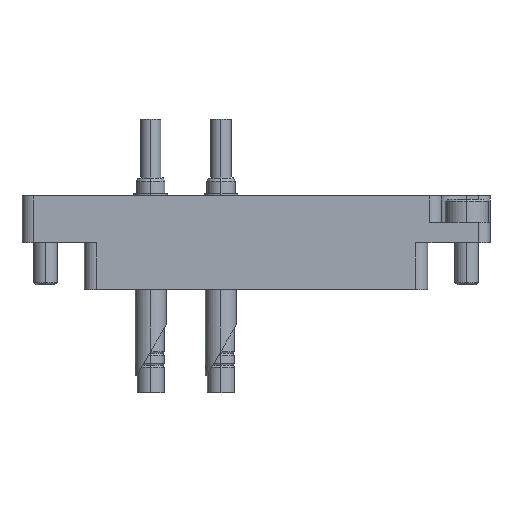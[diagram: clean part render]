
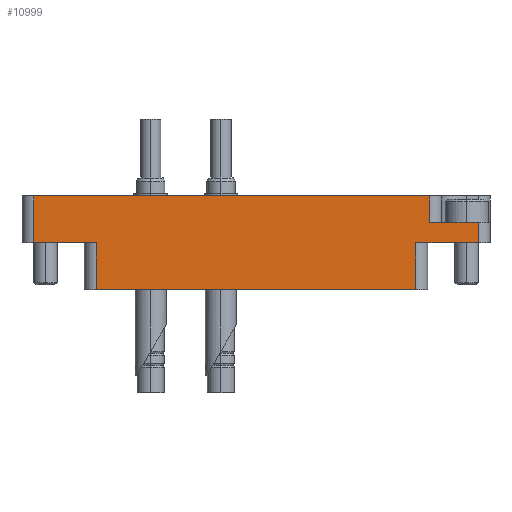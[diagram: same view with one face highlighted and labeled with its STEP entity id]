
A CAD part, left-side view. The second image highlights one B-rep face of the part: STEP entity #10999.
In plain terms, the highlighted face is planar.
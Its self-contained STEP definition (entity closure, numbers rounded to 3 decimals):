
#119 = LINE ( 'NONE', #2699, #9213 ) ;
#288 = CARTESIAN_POINT ( 'NONE',  ( 28.5, 2.6, 14.35 ) ) ;
#504 = VECTOR ( 'NONE', #5897, 1000. ) ;
#572 = EDGE_CURVE ( 'NONE', #3941, #4106, #3836, .T. ) ;
#819 = AXIS2_PLACEMENT_3D ( 'NONE', #3138, #1446, #4787 ) ;
#1001 = VECTOR ( 'NONE', #6781, 1000. ) ;
#1214 = FACE_OUTER_BOUND ( 'NONE', #3691, .T. ) ;
#1284 = VECTOR ( 'NONE', #4031, 1000. ) ;
#1408 = CARTESIAN_POINT ( 'NONE',  ( 22.25, 6., 14.35 ) ) ;
#1417 = DIRECTION ( 'NONE',  ( 0., 1., 0. ) ) ;
#1446 = DIRECTION ( 'NONE',  ( 0., 0., -1. ) ) ;
#1813 = ORIENTED_EDGE ( 'NONE', *, *, #6191, .F. ) ;
#2047 = ORIENTED_EDGE ( 'NONE', *, *, #3784, .F. ) ;
#2410 = ORIENTED_EDGE ( 'NONE', *, *, #11132, .F. ) ;
#2451 = ORIENTED_EDGE ( 'NONE', *, *, #6178, .T. ) ;
#2501 = VECTOR ( 'NONE', #11297, 1000. ) ;
#2699 = CARTESIAN_POINT ( 'NONE',  ( -20.5, 0., 14.35 ) ) ;
#3138 = CARTESIAN_POINT ( 'NONE',  ( -30., 0., 14.35 ) ) ;
#3326 = VECTOR ( 'NONE', #5299, 1000. ) ;
#3352 = CARTESIAN_POINT ( 'NONE',  ( 30., 0., 14.35 ) ) ;
#3401 = VERTEX_POINT ( 'NONE', #5257 ) ;
#3691 = EDGE_LOOP ( 'NONE', ( #1813, #4643, #9068, #8723, #5379, #2451, #2410, #5823, #2047, #4940 ) ) ;
#3784 = EDGE_CURVE ( 'NONE', #8601, #4106, #7826, .T. ) ;
#3836 = LINE ( 'NONE', #3889, #504 ) ;
#3847 = PLANE ( 'NONE',  #819 ) ;
#3889 = CARTESIAN_POINT ( 'NONE',  ( -28.5, 0., 14.35 ) ) ;
#3941 = VERTEX_POINT ( 'NONE', #10932 ) ;
#4031 = DIRECTION ( 'NONE',  ( 0., 1., 0. ) ) ;
#4033 = EDGE_CURVE ( 'NONE', #10653, #3401, #5877, .T. ) ;
#4106 = VERTEX_POINT ( 'NONE', #6652 ) ;
#4566 = CARTESIAN_POINT ( 'NONE',  ( -20.5, -6., 14.35 ) ) ;
#4643 = ORIENTED_EDGE ( 'NONE', *, *, #4033, .T. ) ;
#4782 = CARTESIAN_POINT ( 'NONE',  ( 30., 0., 14.35 ) ) ;
#4787 = DIRECTION ( 'NONE',  ( -1., 0., 0. ) ) ;
#4827 = VERTEX_POINT ( 'NONE', #288 ) ;
#4929 = VECTOR ( 'NONE', #7903, 1000. ) ;
#4940 = ORIENTED_EDGE ( 'NONE', *, *, #5239, .T. ) ;
#5091 = EDGE_CURVE ( 'NONE', #8078, #4827, #5106, .T. ) ;
#5106 = LINE ( 'NONE', #8696, #9410 ) ;
#5197 = LINE ( 'NONE', #10541, #4929 ) ;
#5239 = EDGE_CURVE ( 'NONE', #8601, #8315, #119, .T. ) ;
#5257 = CARTESIAN_POINT ( 'NONE',  ( 20.5, 0., 14.35 ) ) ;
#5299 = DIRECTION ( 'NONE',  ( -1., 0., 0. ) ) ;
#5379 = ORIENTED_EDGE ( 'NONE', *, *, #5091, .F. ) ;
#5732 = VERTEX_POINT ( 'NONE', #11085 ) ;
#5823 = ORIENTED_EDGE ( 'NONE', *, *, #572, .T. ) ;
#5877 = LINE ( 'NONE', #7523, #8214 ) ;
#5897 = DIRECTION ( 'NONE',  ( 0., -1., 0. ) ) ;
#6072 = CARTESIAN_POINT ( 'NONE',  ( 22.25, 0., 14.35 ) ) ;
#6178 = EDGE_CURVE ( 'NONE', #8078, #7141, #6889, .T. ) ;
#6191 = EDGE_CURVE ( 'NONE', #10653, #8315, #10425, .T. ) ;
#6652 = CARTESIAN_POINT ( 'NONE',  ( -28.5, 0., 14.35 ) ) ;
#6781 = DIRECTION ( 'NONE',  ( 0., 1., 0. ) ) ;
#6809 = CARTESIAN_POINT ( 'NONE',  ( 28.5, 2.6, 14.35 ) ) ;
#6889 = LINE ( 'NONE', #6072, #1001 ) ;
#7109 = EDGE_CURVE ( 'NONE', #5732, #4827, #7455, .T. ) ;
#7141 = VERTEX_POINT ( 'NONE', #1408 ) ;
#7164 = DIRECTION ( 'NONE',  ( 0., -1., 0. ) ) ;
#7455 = LINE ( 'NONE', #6809, #1284 ) ;
#7523 = CARTESIAN_POINT ( 'NONE',  ( 20.5, 0., 14.35 ) ) ;
#7797 = CARTESIAN_POINT ( 'NONE',  ( -20.5, 0., 14.35 ) ) ;
#7815 = DIRECTION ( 'NONE',  ( 1., 0., 0. ) ) ;
#7826 = LINE ( 'NONE', #3352, #3326 ) ;
#7903 = DIRECTION ( 'NONE',  ( 1., 0., 0. ) ) ;
#8078 = VERTEX_POINT ( 'NONE', #8237 ) ;
#8214 = VECTOR ( 'NONE', #1417, 1000. ) ;
#8237 = CARTESIAN_POINT ( 'NONE',  ( 22.25, 2.6, 14.35 ) ) ;
#8315 = VERTEX_POINT ( 'NONE', #4566 ) ;
#8526 = VECTOR ( 'NONE', #11075, 1000. ) ;
#8601 = VERTEX_POINT ( 'NONE', #7797 ) ;
#8677 = CARTESIAN_POINT ( 'NONE',  ( 20.5, -6., 14.35 ) ) ;
#8696 = CARTESIAN_POINT ( 'NONE',  ( 30., 2.6, 14.35 ) ) ;
#8723 = ORIENTED_EDGE ( 'NONE', *, *, #7109, .T. ) ;
#8759 = EDGE_CURVE ( 'NONE', #5732, #3401, #9196, .T. ) ;
#9068 = ORIENTED_EDGE ( 'NONE', *, *, #8759, .F. ) ;
#9196 = LINE ( 'NONE', #4782, #8526 ) ;
#9213 = VECTOR ( 'NONE', #7164, 1000. ) ;
#9410 = VECTOR ( 'NONE', #7815, 1000. ) ;
#9657 = CARTESIAN_POINT ( 'NONE',  ( -22., -6., 14.35 ) ) ;
#10425 = LINE ( 'NONE', #9657, #2501 ) ;
#10541 = CARTESIAN_POINT ( 'NONE',  ( -30., 6., 14.35 ) ) ;
#10653 = VERTEX_POINT ( 'NONE', #8677 ) ;
#10932 = CARTESIAN_POINT ( 'NONE',  ( -28.5, 6., 14.35 ) ) ;
#10999 = ADVANCED_FACE ( 'NONE', ( #1214 ), #3847, .F. ) ;
#11075 = DIRECTION ( 'NONE',  ( -1., 0., 0. ) ) ;
#11085 = CARTESIAN_POINT ( 'NONE',  ( 28.5, 0., 14.35 ) ) ;
#11132 = EDGE_CURVE ( 'NONE', #3941, #7141, #5197, .T. ) ;
#11297 = DIRECTION ( 'NONE',  ( -1., 0., 0. ) ) ;
